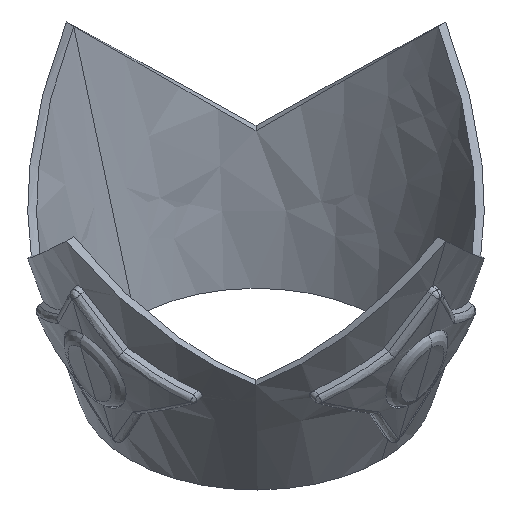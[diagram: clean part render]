
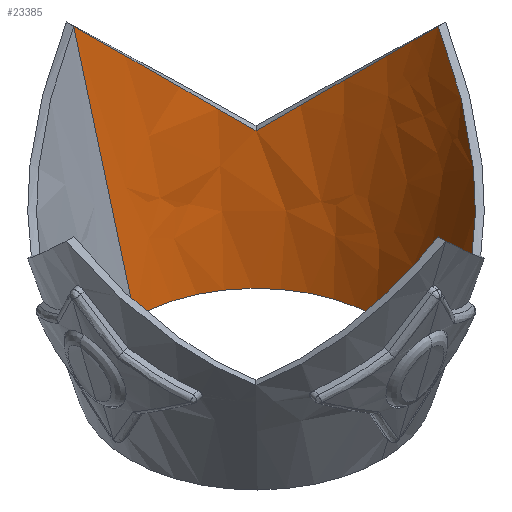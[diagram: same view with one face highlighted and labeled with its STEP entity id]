
A CAD part, isometric view. The second image highlights one B-rep face of the part: STEP entity #23385.
In plain terms, the highlighted free-form (B-spline) face has degree [1, 2] with [2, 9] control points.
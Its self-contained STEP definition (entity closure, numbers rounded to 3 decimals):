
#31 = VERTEX_POINT('',#32);
#32 = CARTESIAN_POINT('',(0.,92.292,112.051));
#212 = VERTEX_POINT('',#213);
#213 = CARTESIAN_POINT('',(0.,-92.292,112.051));
#11484 = VERTEX_POINT('',#11485);
#11485 = CARTESIAN_POINT('',(0.,-61.261,0.));
#11486 = VERTEX_POINT('',#11487);
#11487 = CARTESIAN_POINT('',(0.,61.261,0.));
#11495 = EDGE_CURVE('',#31,#11486,#11496,.T.);
#11496 = B_SPLINE_CURVE_WITH_KNOTS('',1,(#11497,#11498),.UNSPECIFIED.,
  .F.,.F.,(2,2),(0.,92.518),.PIECEWISE_BEZIER_KNOTS.);
#11497 = CARTESIAN_POINT('',(0.,92.292,112.051));
#11498 = CARTESIAN_POINT('',(0.,61.261,0.));
#11504 = EDGE_CURVE('',#11484,#212,#11505,.T.);
#11505 = B_SPLINE_CURVE_WITH_KNOTS('',1,(#11506,#11507),.UNSPECIFIED.,
  .F.,.F.,(2,2),(-92.518,0.),.PIECEWISE_BEZIER_KNOTS.);
#11506 = CARTESIAN_POINT('',(0.,-61.261,0.));
#11507 = CARTESIAN_POINT('',(0.,-92.292,112.051));
#12035 = EDGE_CURVE('',#31,#12036,#12038,.T.);
#12036 = VERTEX_POINT('',#12037);
#12037 = CARTESIAN_POINT('',(54.639,54.639,
    57.813));
#12038 = B_SPLINE_CURVE_WITH_KNOTS('',3,(#12039,#12040,#12041,#12042,
    #12043,#12044,#12045,#12046,#12047,#12048),.UNSPECIFIED.,.F.,.F.,(4,
    2,2,2,4),(0.,17.682,35.365,53.047,
    70.729),.UNSPECIFIED.);
#12039 = CARTESIAN_POINT('',(0.,92.292,112.051));
#12040 = CARTESIAN_POINT('',(5.378,90.814,
    106.712));
#12041 = CARTESIAN_POINT('',(10.626,88.901,
    101.503));
#12042 = CARTESIAN_POINT('',(20.761,84.232,
    91.442));
#12043 = CARTESIAN_POINT('',(25.647,81.476,
    86.592));
#12044 = CARTESIAN_POINT('',(34.934,75.147,
    77.373));
#12045 = CARTESIAN_POINT('',(39.333,71.574,
    73.006));
#12046 = CARTESIAN_POINT('',(47.502,63.66,
    64.897));
#12047 = CARTESIAN_POINT('',(51.269,59.321,
    61.159));
#12048 = CARTESIAN_POINT('',(54.639,54.639,
    57.813));
#12095 = EDGE_CURVE('',#12036,#12096,#12098,.T.);
#12096 = VERTEX_POINT('',#12097);
#12097 = CARTESIAN_POINT('',(92.292,0.,
    112.051));
#12098 = B_SPLINE_CURVE_WITH_KNOTS('',3,(#12099,#12100,#12101,#12102,
    #12103,#12104,#12105,#12106,#12107,#12108),.UNSPECIFIED.,.F.,.F.,(4,
    2,2,2,4),(70.729,88.411,106.093,
    123.776,141.458),.UNSPECIFIED.);
#12099 = CARTESIAN_POINT('',(54.639,54.639,
    57.813));
#12100 = CARTESIAN_POINT('',(59.321,51.269,
    61.159));
#12101 = CARTESIAN_POINT('',(63.66,47.502,
    64.897));
#12102 = CARTESIAN_POINT('',(71.574,39.333,
    73.006));
#12103 = CARTESIAN_POINT('',(75.147,34.934,
    77.373));
#12104 = CARTESIAN_POINT('',(81.476,25.647,
    86.592));
#12105 = CARTESIAN_POINT('',(84.232,20.761,
    91.442));
#12106 = CARTESIAN_POINT('',(88.901,10.626,
    101.502));
#12107 = CARTESIAN_POINT('',(90.814,5.378,
    106.712));
#12108 = CARTESIAN_POINT('',(92.292,0.,
    112.051));
#12155 = EDGE_CURVE('',#12096,#12156,#12158,.T.);
#12156 = VERTEX_POINT('',#12157);
#12157 = CARTESIAN_POINT('',(54.639,-54.639,
    57.813));
#12158 = B_SPLINE_CURVE_WITH_KNOTS('',3,(#12159,#12160,#12161,#12162,
    #12163,#12164,#12165,#12166,#12167,#12168),.UNSPECIFIED.,.F.,.F.,(4,
    2,2,2,4),(141.458,159.141,176.824,
    194.505,212.188),.UNSPECIFIED.);
#12159 = CARTESIAN_POINT('',(92.292,0.,
    112.051));
#12160 = CARTESIAN_POINT('',(90.814,-5.378,
    106.712));
#12161 = CARTESIAN_POINT('',(88.901,-10.626,
    101.503));
#12162 = CARTESIAN_POINT('',(84.232,-20.761,
    91.442));
#12163 = CARTESIAN_POINT('',(81.476,-25.647,
    86.592));
#12164 = CARTESIAN_POINT('',(75.147,-34.934,
    77.373));
#12165 = CARTESIAN_POINT('',(71.574,-39.333,
    73.006));
#12166 = CARTESIAN_POINT('',(63.66,-47.502,
    64.897));
#12167 = CARTESIAN_POINT('',(59.321,-51.269,
    61.159));
#12168 = CARTESIAN_POINT('',(54.639,-54.639,
    57.813));
#12213 = EDGE_CURVE('',#12156,#212,#12214,.T.);
#12214 = B_SPLINE_CURVE_WITH_KNOTS('',3,(#12215,#12216,#12217,#12218,
    #12219,#12220,#12221,#12222,#12223,#12224),.UNSPECIFIED.,.F.,.F.,(4,
    2,2,2,4),(212.188,229.87,247.552,
    265.234,282.917),.UNSPECIFIED.);
#12215 = CARTESIAN_POINT('',(54.639,-54.639,
    57.813));
#12216 = CARTESIAN_POINT('',(51.269,-59.321,
    61.159));
#12217 = CARTESIAN_POINT('',(47.502,-63.66,
    64.897));
#12218 = CARTESIAN_POINT('',(39.333,-71.574,
    73.006));
#12219 = CARTESIAN_POINT('',(34.934,-75.147,
    77.373));
#12220 = CARTESIAN_POINT('',(25.647,-81.476,
    86.592));
#12221 = CARTESIAN_POINT('',(20.761,-84.232,
    91.442));
#12222 = CARTESIAN_POINT('',(10.626,-88.901,
    101.502));
#12223 = CARTESIAN_POINT('',(5.378,-90.814,
    106.712));
#12224 = CARTESIAN_POINT('',(0.,-92.292,112.051));
#23385 = ADVANCED_FACE('',(#23386),#23402,.T.);
#23386 = FACE_BOUND('',#23387,.T.);
#23387 = EDGE_LOOP('',(#23388,#23389,#23390,#23391,#23392,#23393,#23394)
  );
#23388 = ORIENTED_EDGE('',*,*,#11504,.T.);
#23389 = ORIENTED_EDGE('',*,*,#12213,.F.);
#23390 = ORIENTED_EDGE('',*,*,#12155,.F.);
#23391 = ORIENTED_EDGE('',*,*,#12095,.F.);
#23392 = ORIENTED_EDGE('',*,*,#12035,.F.);
#23393 = ORIENTED_EDGE('',*,*,#11495,.T.);
#23394 = ORIENTED_EDGE('',*,*,#23395,.F.);
#23395 = EDGE_CURVE('',#11484,#11486,#23396,.T.);
#23396 = ( BOUNDED_CURVE() B_SPLINE_CURVE(2,(#23397,#23398,#23399,#23400
,#23401),.UNSPECIFIED.,.F.,.F.) B_SPLINE_CURVE_WITH_KNOTS((3,2,3),(
    -359.084,-239.389,-119.695),
.PIECEWISE_BEZIER_KNOTS.) CURVE() GEOMETRIC_REPRESENTATION_ITEM() 
RATIONAL_B_SPLINE_CURVE((1.,0.707,1.,0.707,1.)) 
REPRESENTATION_ITEM('') );
#23397 = CARTESIAN_POINT('',(0.,-61.261,0.));
#23398 = CARTESIAN_POINT('',(61.261,-61.261,
    0.));
#23399 = CARTESIAN_POINT('',(61.261,0.,
    0.));
#23400 = CARTESIAN_POINT('',(61.261,61.261,
    0.));
#23401 = CARTESIAN_POINT('',(0.,61.261,0.));
#23402 = ( BOUNDED_SURFACE() B_SPLINE_SURFACE(1,2,(
    (#23403,#23404,#23405,#23406,#23407,#23408,#23409,#23410,#23411)
    ,(#23412,#23413,#23414,#23415,#23416,#23417,#23418,#23419,#23420
)),.UNSPECIFIED.,.F.,.T.,.F.) B_SPLINE_SURFACE_WITH_KNOTS((2,2),(1,2,2,2
    ,2,2,1),(0.,92.518),(-119.695,0.,119.695,
    239.389,359.084,478.779,598.473),
.UNSPECIFIED.) GEOMETRIC_REPRESENTATION_ITEM() RATIONAL_B_SPLINE_SURFACE
((
    (1.,0.707,1.,0.707,1.,0.707,1.
      ,0.707,1.)
    ,(1.,0.707,1.,0.707,1.,0.707,1.
,0.707,1.))) REPRESENTATION_ITEM('') SURFACE() );
#23403 = CARTESIAN_POINT('',(-92.292,0.,112.051));
#23404 = CARTESIAN_POINT('',(-92.292,92.292,
    112.051));
#23405 = CARTESIAN_POINT('',(0.,92.292,
    112.051));
#23406 = CARTESIAN_POINT('',(92.292,92.292,
    112.051));
#23407 = CARTESIAN_POINT('',(92.292,0.,
    112.051));
#23408 = CARTESIAN_POINT('',(92.292,-92.292,
    112.051));
#23409 = CARTESIAN_POINT('',(0.,-92.292,
    112.051));
#23410 = CARTESIAN_POINT('',(-92.292,-92.292,
    112.051));
#23411 = CARTESIAN_POINT('',(-92.292,0.,112.051));
#23412 = CARTESIAN_POINT('',(-61.261,0.,0.));
#23413 = CARTESIAN_POINT('',(-61.261,61.261,0.));
#23414 = CARTESIAN_POINT('',(0.,61.261,0.));
#23415 = CARTESIAN_POINT('',(61.261,61.261,0.));
#23416 = CARTESIAN_POINT('',(61.261,0.,0.));
#23417 = CARTESIAN_POINT('',(61.261,-61.261,0.));
#23418 = CARTESIAN_POINT('',(0.,-61.261,0.));
#23419 = CARTESIAN_POINT('',(-61.261,-61.261,0.));
#23420 = CARTESIAN_POINT('',(-61.261,0.,0.));
